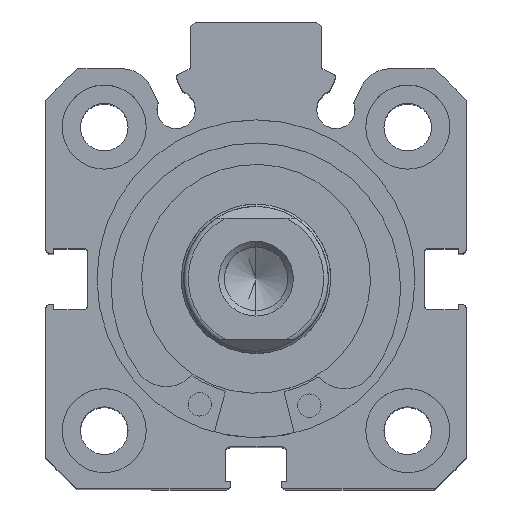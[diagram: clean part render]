
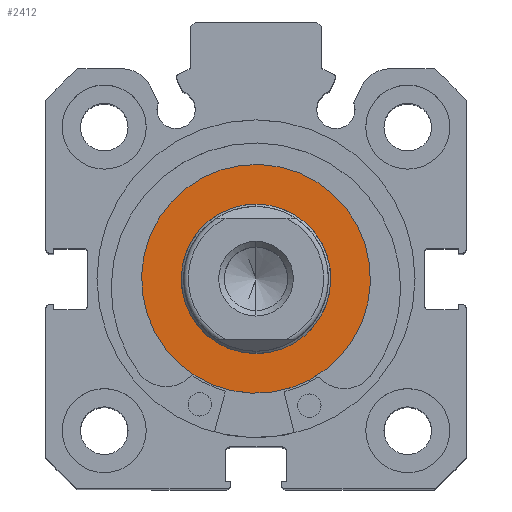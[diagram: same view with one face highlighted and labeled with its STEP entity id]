
A CAD part, top view. The second image highlights one B-rep face of the part: STEP entity #2412.
In plain terms, the highlighted face is planar.
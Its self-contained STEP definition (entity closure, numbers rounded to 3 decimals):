
#10 = CARTESIAN_POINT ( 'NONE',  ( 0., 0., -8. ) ) ;
#11 = CARTESIAN_POINT ( 'NONE',  ( 0., 0., 8. ) ) ;
#18 = CARTESIAN_POINT ( 'NONE',  ( 0., 0., -12.25 ) ) ;
#19 = CARTESIAN_POINT ( 'NONE',  ( 0., 0., 12.25 ) ) ;
#42 = VERTEX_POINT ( 'NONE', #19 ) ;
#43 = VERTEX_POINT ( 'NONE', #18 ) ;
#48 = VERTEX_POINT ( 'NONE', #11 ) ;
#49 = VERTEX_POINT ( 'NONE', #10 ) ;
#1196 = DIRECTION ( 'NONE',  ( 0., 0., 1. ) ) ;
#1198 = DIRECTION ( 'NONE',  ( -1., 0., 0. ) ) ;
#1203 = CARTESIAN_POINT ( 'NONE',  ( 0., 0., 0. ) ) ;
#1470 = EDGE_CURVE ( 'NONE', #42, #43, #2718, .T. ) ;
#1539 = AXIS2_PLACEMENT_3D ( 'NONE', #1203, #1198, #1196 ) ;
#2067 = ORIENTED_EDGE ( 'NONE', *, *, #2227, .F. ) ;
#2068 = ORIENTED_EDGE ( 'NONE', *, *, #1470, .T. ) ;
#2069 = ORIENTED_EDGE ( 'NONE', *, *, #2222, .F. ) ;
#2073 = ORIENTED_EDGE ( 'NONE', *, *, #2223, .T. ) ;
#2222 = EDGE_CURVE ( 'NONE', #49, #48, #3319, .T. ) ;
#2223 = EDGE_CURVE ( 'NONE', #43, #42, #3320, .T. ) ;
#2227 = EDGE_CURVE ( 'NONE', #48, #49, #3327, .T. ) ;
#2412 = ADVANCED_FACE ( 'NONE', ( #4699, #4710 ), #7014, .F. ) ;
#2662 = EDGE_LOOP ( 'NONE', ( #2068, #2073 ) ) ;
#2664 = EDGE_LOOP ( 'NONE', ( #2067, #2069 ) ) ;
#2718 = CIRCLE ( 'NONE', #1539, 12.25 ) ;
#3319 = CIRCLE ( 'NONE', #5256, 8. ) ;
#3320 = CIRCLE ( 'NONE', #5257, 12.25 ) ;
#3327 = CIRCLE ( 'NONE', #5260, 8. ) ;
#4699 = FACE_BOUND ( 'NONE', #2664, .T. ) ;
#4710 = FACE_OUTER_BOUND ( 'NONE', #2662, .T. ) ;
#5256 = AXIS2_PLACEMENT_3D ( 'NONE', #6371, #6377, #6378 ) ;
#5257 = AXIS2_PLACEMENT_3D ( 'NONE', #6374, #6379, #6380 ) ;
#5260 = AXIS2_PLACEMENT_3D ( 'NONE', #6385, #6391, #6392 ) ;
#5429 = AXIS2_PLACEMENT_3D ( 'NONE', #7013, #7015, #7016 ) ;
#6371 = CARTESIAN_POINT ( 'NONE',  ( 0., 0., 0. ) ) ;
#6374 = CARTESIAN_POINT ( 'NONE',  ( 0., 0., 0. ) ) ;
#6377 = DIRECTION ( 'NONE',  ( -1., 0., 0. ) ) ;
#6378 = DIRECTION ( 'NONE',  ( 0., 0., 1. ) ) ;
#6379 = DIRECTION ( 'NONE',  ( -1., 0., 0. ) ) ;
#6380 = DIRECTION ( 'NONE',  ( 0., 0., 1. ) ) ;
#6385 = CARTESIAN_POINT ( 'NONE',  ( 0., 0., 0. ) ) ;
#6391 = DIRECTION ( 'NONE',  ( -1., 0., 0. ) ) ;
#6392 = DIRECTION ( 'NONE',  ( 0., 0., 1. ) ) ;
#7013 = CARTESIAN_POINT ( 'NONE',  ( 0., 12.25, 0. ) ) ;
#7014 = PLANE ( 'NONE',  #5429 ) ;
#7015 = DIRECTION ( 'NONE',  ( 1., 0., 0. ) ) ;
#7016 = DIRECTION ( 'NONE',  ( 0., 0., -1. ) ) ;
